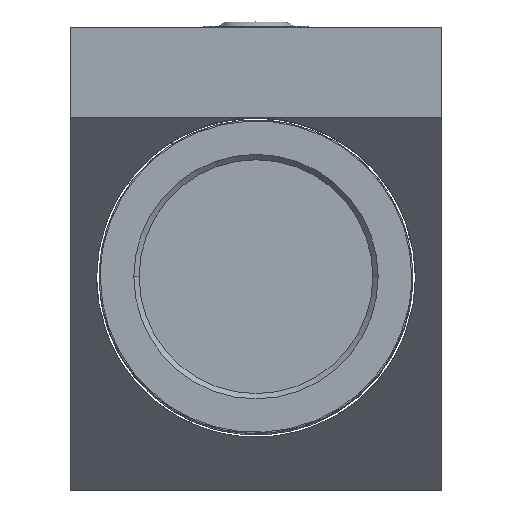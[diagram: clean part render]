
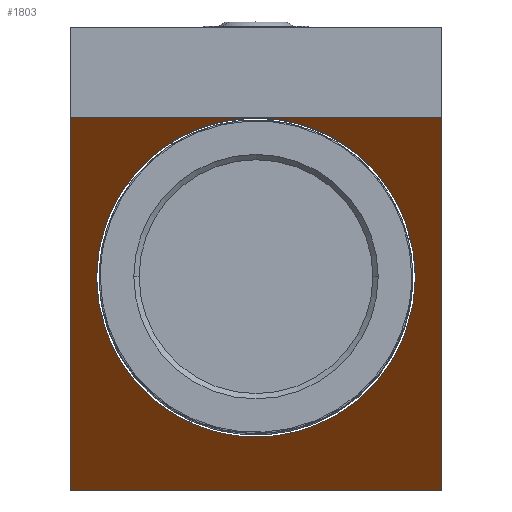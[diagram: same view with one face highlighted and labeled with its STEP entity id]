
A CAD part, top view. The second image highlights one B-rep face of the part: STEP entity #1803.
In plain terms, the highlighted face is planar.
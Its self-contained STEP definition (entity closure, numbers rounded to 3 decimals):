
#1331=CARTESIAN_POINT('Vertex',(4.95,-3.55,30.)) ;
#1366=CARTESIAN_POINT('Vertex',(4.95,-3.55,-30.)) ;
#1370=CARTESIAN_POINT('Control Point',(4.95,-3.55,30.)) ;
#1371=CARTESIAN_POINT('Control Point',(7.362,-1.138,30.)) ;
#1372=CARTESIAN_POINT('Control Point',(9.987,1.487,29.758)) ;
#1373=CARTESIAN_POINT('Control Point',(12.809,4.309,29.189)) ;
#1374=CARTESIAN_POINT('Control Point',(17.786,9.286,27.493)) ;
#1375=CARTESIAN_POINT('Control Point',(22.778,14.278,24.31)) ;
#1376=CARTESIAN_POINT('Control Point',(24.758,16.258,22.753)) ;
#1377=CARTESIAN_POINT('Control Point',(28.589,20.089,18.989)) ;
#1378=CARTESIAN_POINT('Control Point',(31.699,23.199,14.068)) ;
#1379=CARTESIAN_POINT('Control Point',(33.019,24.519,11.269)) ;
#1380=CARTESIAN_POINT('Control Point',(35.064,26.564,4.766)) ;
#1381=CARTESIAN_POINT('Control Point',(35.218,26.718,-2.266)) ;
#1382=CARTESIAN_POINT('Control Point',(34.69,26.19,-5.988)) ;
#1383=CARTESIAN_POINT('Control Point',(32.756,24.256,-12.336)) ;
#1384=CARTESIAN_POINT('Control Point',(29.474,20.974,-17.605)) ;
#1385=CARTESIAN_POINT('Control Point',(27.793,19.293,-19.706)) ;
#1386=CARTESIAN_POINT('Control Point',(23.872,15.372,-23.661)) ;
#1387=CARTESIAN_POINT('Control Point',(19.593,11.093,-26.387)) ;
#1388=CARTESIAN_POINT('Control Point',(17.273,8.773,-27.518)) ;
#1389=CARTESIAN_POINT('Control Point',(13.246,4.746,-29.006)) ;
#1390=CARTESIAN_POINT('Control Point',(9.469,0.969,-29.726)) ;
#1391=CARTESIAN_POINT('Control Point',(7.889,-0.611,-29.915)) ;
#1392=CARTESIAN_POINT('Control Point',(6.382,-2.118,-30.)) ;
#1393=CARTESIAN_POINT('Control Point',(4.95,-3.55,-30.)) ;
#1681=CARTESIAN_POINT('Control Point',(4.95,-3.55,-30.)) ;
#1682=CARTESIAN_POINT('Control Point',(2.538,-5.962,-30.)) ;
#1683=CARTESIAN_POINT('Control Point',(-0.088,-8.588,-29.758)) ;
#1684=CARTESIAN_POINT('Control Point',(-2.909,-11.409,-29.189)) ;
#1685=CARTESIAN_POINT('Control Point',(-7.886,-16.386,-27.493)) ;
#1686=CARTESIAN_POINT('Control Point',(-12.878,-21.378,-24.31)) ;
#1687=CARTESIAN_POINT('Control Point',(-14.859,-23.359,-22.753)) ;
#1688=CARTESIAN_POINT('Control Point',(-18.689,-27.189,-18.989)) ;
#1689=CARTESIAN_POINT('Control Point',(-21.8,-30.3,-14.068)) ;
#1690=CARTESIAN_POINT('Control Point',(-23.119,-31.619,-11.269)) ;
#1691=CARTESIAN_POINT('Control Point',(-25.165,-33.665,-4.766)) ;
#1692=CARTESIAN_POINT('Control Point',(-25.318,-33.818,2.266)) ;
#1693=CARTESIAN_POINT('Control Point',(-24.791,-33.291,5.988)) ;
#1694=CARTESIAN_POINT('Control Point',(-22.857,-31.357,12.336)) ;
#1695=CARTESIAN_POINT('Control Point',(-19.574,-28.074,17.605)) ;
#1696=CARTESIAN_POINT('Control Point',(-17.893,-26.393,19.706)) ;
#1697=CARTESIAN_POINT('Control Point',(-13.972,-22.472,23.661)) ;
#1698=CARTESIAN_POINT('Control Point',(-9.694,-18.194,26.387)) ;
#1699=CARTESIAN_POINT('Control Point',(-7.374,-15.874,27.518)) ;
#1700=CARTESIAN_POINT('Control Point',(-3.346,-11.846,29.006)) ;
#1701=CARTESIAN_POINT('Control Point',(0.431,-8.069,29.726)) ;
#1702=CARTESIAN_POINT('Control Point',(2.01,-6.49,29.915)) ;
#1703=CARTESIAN_POINT('Control Point',(3.518,-4.982,30.)) ;
#1704=CARTESIAN_POINT('Control Point',(4.95,-3.55,30.)) ;
#1760=CARTESIAN_POINT('Axis2P3D Location',(35.,26.5,35.)) ;
#1765=CARTESIAN_POINT('Line Origine',(0.,-8.5,-35.)) ;
#1769=CARTESIAN_POINT('Vertex',(-35.,-43.5,-35.)) ;
#1771=CARTESIAN_POINT('Vertex',(35.,26.5,-35.)) ;
#1774=CARTESIAN_POINT('Line Origine',(35.,26.5,0.)) ;
#1778=CARTESIAN_POINT('Vertex',(35.,26.5,35.)) ;
#1781=CARTESIAN_POINT('Line Origine',(0.,-8.5,35.)) ;
#1785=CARTESIAN_POINT('Vertex',(-35.,-43.5,35.)) ;
#1788=CARTESIAN_POINT('Line Origine',(-35.,-43.5,0.)) ;
#1761=DIRECTION('Axis2P3D Direction',(-0.707,0.707,0.)) ;
#1762=DIRECTION('Axis2P3D XDirection',(-0.707,-0.707,0.)) ;
#1766=DIRECTION('Vector Direction',(0.707,0.707,0.)) ;
#1775=DIRECTION('Vector Direction',(0.,0.,-1.)) ;
#1782=DIRECTION('Vector Direction',(0.707,0.707,0.)) ;
#1789=DIRECTION('Vector Direction',(0.,0.,-1.)) ;
#1763=AXIS2_PLACEMENT_3D('Plane Axis2P3D',#1760,#1761,#1762) ;
#1794=ORIENTED_EDGE('',*,*,#1773,.T.) ;
#1795=ORIENTED_EDGE('',*,*,#1780,.F.) ;
#1796=ORIENTED_EDGE('',*,*,#1787,.F.) ;
#1797=ORIENTED_EDGE('',*,*,#1792,.T.) ;
#1800=ORIENTED_EDGE('',*,*,#1705,.T.) ;
#1801=ORIENTED_EDGE('',*,*,#1394,.T.) ;
#1802=FACE_BOUND('',#1799,.T.) ;
#1767=VECTOR('Line Direction',#1766,1.) ;
#1776=VECTOR('Line Direction',#1775,1.) ;
#1783=VECTOR('Line Direction',#1782,1.) ;
#1790=VECTOR('Line Direction',#1789,1.) ;
#1803=ADVANCED_FACE('\X2\52079664\X0\-\X2\62C94F38\X0\7',(#1798,#1802),#1764,.F.) ;
#1369=B_SPLINE_CURVE_WITH_KNOTS('',5,(#1370,#1371,#1372,#1373,#1374,#1375,#1376,#1377,#1378,#1379,#1380,#1381,#1382,#1383,#1384,#1385,#1386,#1387,#1388,#1389,#1390,#1391,#1392,#1393),.UNSPECIFIED.,.F.,.U.,(6,3,3,3,3,3,3,6),(0.,49.221,82.643,117.356,157.257,189.774,227.739,256.965),.UNSPECIFIED.) ;
#1680=B_SPLINE_CURVE_WITH_KNOTS('',5,(#1681,#1682,#1683,#1684,#1685,#1686,#1687,#1688,#1689,#1690,#1691,#1692,#1693,#1694,#1695,#1696,#1697,#1698,#1699,#1700,#1701,#1702,#1703,#1704),.UNSPECIFIED.,.F.,.U.,(6,3,3,3,3,3,3,6),(0.,49.221,82.643,117.356,157.257,189.774,227.739,256.965),.UNSPECIFIED.) ;
#1394=EDGE_CURVE('',#1332,#1367,#1369,.T.) ;
#1705=EDGE_CURVE('',#1367,#1332,#1680,.T.) ;
#1773=EDGE_CURVE('',#1770,#1772,#1768,.T.) ;
#1780=EDGE_CURVE('',#1779,#1772,#1777,.T.) ;
#1787=EDGE_CURVE('',#1786,#1779,#1784,.T.) ;
#1792=EDGE_CURVE('',#1786,#1770,#1791,.T.) ;
#1793=EDGE_LOOP('',(#1794,#1795,#1796,#1797)) ;
#1799=EDGE_LOOP('',(#1800,#1801)) ;
#1798=FACE_OUTER_BOUND('',#1793,.T.) ;
#1768=LINE('Line',#1765,#1767) ;
#1777=LINE('Line',#1774,#1776) ;
#1784=LINE('Line',#1781,#1783) ;
#1791=LINE('Line',#1788,#1790) ;
#1764=PLANE('',#1763) ;
#1332=VERTEX_POINT('',#1331) ;
#1367=VERTEX_POINT('',#1366) ;
#1770=VERTEX_POINT('',#1769) ;
#1772=VERTEX_POINT('',#1771) ;
#1779=VERTEX_POINT('',#1778) ;
#1786=VERTEX_POINT('',#1785) ;
